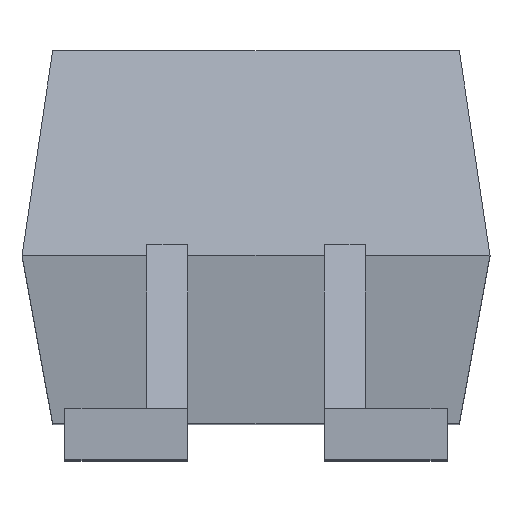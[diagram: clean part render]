
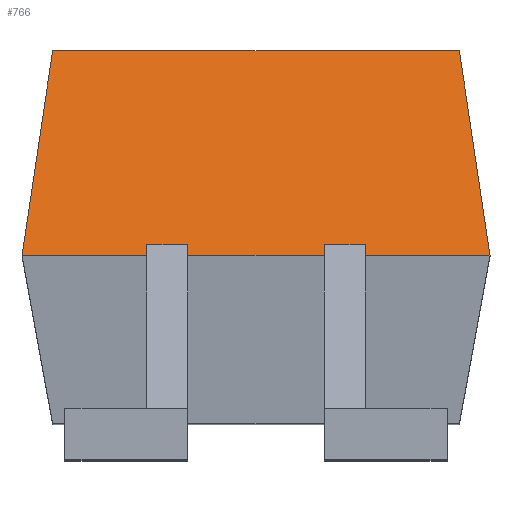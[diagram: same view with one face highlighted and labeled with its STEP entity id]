
A CAD part, top view. The second image highlights one B-rep face of the part: STEP entity #766.
In plain terms, the highlighted planar face has unit normal (0, 0.287, 0.958).
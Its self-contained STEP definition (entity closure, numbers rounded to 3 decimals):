
#20 = ORIENTED_EDGE ( 'NONE', *, *, #1569, .T. ) ;
#41 = LINE ( 'NONE', #42, #43 ) ;
#42 = CARTESIAN_POINT ( 'NONE',  ( 2.29, 1.65, 3.2 ) ) ;
#43 = VECTOR ( 'NONE', #44, 1000. ) ;
#44 = DIRECTION ( 'NONE',  ( -1., 0., 0. ) ) ;
#157 = VERTEX_POINT ( 'NONE', #580 ) ;
#161 = VERTEX_POINT ( 'NONE', #604 ) ;
#193 = VERTEX_POINT ( 'NONE', #932 ) ;
#196 = ORIENTED_EDGE ( 'NONE', *, *, #265, .T. ) ;
#205 = VERTEX_POINT ( 'NONE', #1041 ) ;
#211 = EDGE_CURVE ( 'NONE', #1441, #708, #1062, .T. ) ;
#215 = ORIENTED_EDGE ( 'NONE', *, *, #914, .T. ) ;
#233 = ORIENTED_EDGE ( 'NONE', *, *, #1537, .F. ) ;
#265 = EDGE_CURVE ( 'NONE', #1626, #161, #1367, .T. ) ;
#307 = EDGE_CURVE ( 'NONE', #360, #1570, #41, .T. ) ;
#341 = EDGE_CURVE ( 'NONE', #193, #992, #558, .T. ) ;
#354 = ORIENTED_EDGE ( 'NONE', *, *, #1438, .F. ) ;
#360 = VERTEX_POINT ( 'NONE', #643 ) ;
#363 = VERTEX_POINT ( 'NONE', #648 ) ;
#368 = EDGE_LOOP ( 'NONE', ( #20, #196, #233, #1622, #1519, #378, #383, #1578, #872, #354, #993, #215 ) ) ;
#378 = ORIENTED_EDGE ( 'NONE', *, *, #451, .T. ) ;
#383 = ORIENTED_EDGE ( 'NONE', *, *, #211, .F. ) ;
#407 = EDGE_CURVE ( 'NONE', #1441, #157, #859, .T. ) ;
#422 = EDGE_CURVE ( 'NONE', #1065, #157, #945, .T. ) ;
#451 = EDGE_CURVE ( 'NONE', #363, #708, #1096, .T. ) ;
#471 = LINE ( 'NONE', #472, #473 ) ;
#472 = CARTESIAN_POINT ( 'NONE',  ( 2.29, 1.65, 3.2 ) ) ;
#473 = VECTOR ( 'NONE', #474, 1000. ) ;
#474 = DIRECTION ( 'NONE',  ( -1., 0., 0. ) ) ;
#558 = LINE ( 'NONE', #559, #560 ) ;
#559 = CARTESIAN_POINT ( 'NONE',  ( -1.07, 1.75, 3.17 ) ) ;
#560 = VECTOR ( 'NONE', #562, 1000. ) ;
#562 = DIRECTION ( 'NONE',  ( 0., -0.958, 0.287 ) ) ;
#580 = CARTESIAN_POINT ( 'NONE',  ( 0.67, 1.75, 3.17 ) ) ;
#604 = CARTESIAN_POINT ( 'NONE',  ( -2.29, 1.65, 3.2 ) ) ;
#643 = CARTESIAN_POINT ( 'NONE',  ( 2.29, 1.65, 3.2 ) ) ;
#648 = CARTESIAN_POINT ( 'NONE',  ( -0.67, 1.75, 3.17 ) ) ;
#675 = LINE ( 'NONE', #676, #677 ) ;
#676 = CARTESIAN_POINT ( 'NONE',  ( 2.29, 3.65, 2.6 ) ) ;
#677 = VECTOR ( 'NONE', #678, 1000. ) ;
#678 = DIRECTION ( 'NONE',  ( -1., 0., 0. ) ) ;
#692 = CARTESIAN_POINT ( 'NONE',  ( 1.07, 1.65, 3.2 ) ) ;
#708 = VERTEX_POINT ( 'NONE', #1218 ) ;
#766 = ADVANCED_FACE ( 'NONE', ( #1255 ), #1256, .F. ) ;
#859 = LINE ( 'NONE', #860, #861 ) ;
#860 = CARTESIAN_POINT ( 'NONE',  ( 0.67, 1.65, 3.2 ) ) ;
#861 = VECTOR ( 'NONE', #862, 1000. ) ;
#862 = DIRECTION ( 'NONE',  ( 0., 0.958, -0.287 ) ) ;
#872 = ORIENTED_EDGE ( 'NONE', *, *, #422, .F. ) ;
#914 = EDGE_CURVE ( 'NONE', #360, #205, #1321, .T. ) ;
#932 = CARTESIAN_POINT ( 'NONE',  ( -1.07, 1.75, 3.17 ) ) ;
#945 = LINE ( 'NONE', #946, #947 ) ;
#946 = CARTESIAN_POINT ( 'NONE',  ( 1.87, 1.75, 3.17 ) ) ;
#947 = VECTOR ( 'NONE', #948, 1000. ) ;
#948 = DIRECTION ( 'NONE',  ( -1., 0., 0. ) ) ;
#987 = CARTESIAN_POINT ( 'NONE',  ( -1.99, 3.65, 2.6 ) ) ;
#992 = VERTEX_POINT ( 'NONE', #1376 ) ;
#993 = ORIENTED_EDGE ( 'NONE', *, *, #307, .F. ) ;
#1036 = LINE ( 'NONE', #1037, #1038 ) ;
#1037 = CARTESIAN_POINT ( 'NONE',  ( 1.07, 1.75, 3.17 ) ) ;
#1038 = VECTOR ( 'NONE', #1039, 1000. ) ;
#1039 = DIRECTION ( 'NONE',  ( 0., 0.958, -0.287 ) ) ;
#1041 = CARTESIAN_POINT ( 'NONE',  ( 1.99, 3.65, 2.6 ) ) ;
#1042 = CARTESIAN_POINT ( 'NONE',  ( 0.67, 1.65, 3.2 ) ) ;
#1062 = LINE ( 'NONE', #1063, #1066 ) ;
#1063 = CARTESIAN_POINT ( 'NONE',  ( 2.29, 1.65, 3.2 ) ) ;
#1065 = VERTEX_POINT ( 'NONE', #1403 ) ;
#1066 = VECTOR ( 'NONE', #1067, 1000. ) ;
#1067 = DIRECTION ( 'NONE',  ( -1., 0., 0. ) ) ;
#1096 = LINE ( 'NONE', #1097, #1098 ) ;
#1097 = CARTESIAN_POINT ( 'NONE',  ( -0.67, 1.65, 3.2 ) ) ;
#1098 = VECTOR ( 'NONE', #1099, 1000. ) ;
#1099 = DIRECTION ( 'NONE',  ( 0., -0.958, 0.287 ) ) ;
#1210 = EDGE_CURVE ( 'NONE', #193, #363, #1473, .T. ) ;
#1218 = CARTESIAN_POINT ( 'NONE',  ( -0.67, 1.65, 3.2 ) ) ;
#1255 = FACE_OUTER_BOUND ( 'NONE', #368, .T. ) ;
#1256 = PLANE ( 'NONE',  #1257 ) ;
#1257 = AXIS2_PLACEMENT_3D ( 'NONE', #1258, #1259, #1260 ) ;
#1258 = CARTESIAN_POINT ( 'NONE',  ( 2.29, 1.65, 3.2 ) ) ;
#1259 = DIRECTION ( 'NONE',  ( 0., -0.287, -0.958 ) ) ;
#1260 = DIRECTION ( 'NONE',  ( 0., 0.958, -0.287 ) ) ;
#1321 = LINE ( 'NONE', #1322, #1323 ) ;
#1322 = CARTESIAN_POINT ( 'NONE',  ( 2.29, 1.65, 3.2 ) ) ;
#1323 = VECTOR ( 'NONE', #1324, 1000. ) ;
#1324 = DIRECTION ( 'NONE',  ( -0.142, 0.948, -0.284 ) ) ;
#1367 = LINE ( 'NONE', #1368, #1369 ) ;
#1368 = CARTESIAN_POINT ( 'NONE',  ( -2.197, 2.268, 3.015 ) ) ;
#1369 = VECTOR ( 'NONE', #1370, 1000. ) ;
#1370 = DIRECTION ( 'NONE',  ( -0.142, -0.948, 0.284 ) ) ;
#1376 = CARTESIAN_POINT ( 'NONE',  ( -1.07, 1.65, 3.2 ) ) ;
#1403 = CARTESIAN_POINT ( 'NONE',  ( 1.07, 1.75, 3.17 ) ) ;
#1438 = EDGE_CURVE ( 'NONE', #1570, #1065, #1036, .T. ) ;
#1441 = VERTEX_POINT ( 'NONE', #1042 ) ;
#1473 = LINE ( 'NONE', #1474, #1475 ) ;
#1474 = CARTESIAN_POINT ( 'NONE',  ( -1.87, 1.75, 3.17 ) ) ;
#1475 = VECTOR ( 'NONE', #1476, 1000. ) ;
#1476 = DIRECTION ( 'NONE',  ( 1., 0., 0. ) ) ;
#1519 = ORIENTED_EDGE ( 'NONE', *, *, #1210, .T. ) ;
#1537 = EDGE_CURVE ( 'NONE', #992, #161, #471, .T. ) ;
#1569 = EDGE_CURVE ( 'NONE', #205, #1626, #675, .T. ) ;
#1570 = VERTEX_POINT ( 'NONE', #692 ) ;
#1578 = ORIENTED_EDGE ( 'NONE', *, *, #407, .T. ) ;
#1622 = ORIENTED_EDGE ( 'NONE', *, *, #341, .F. ) ;
#1626 = VERTEX_POINT ( 'NONE', #987 ) ;
